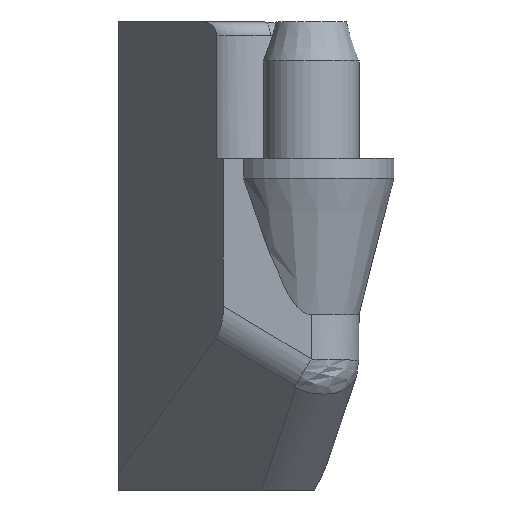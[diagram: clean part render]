
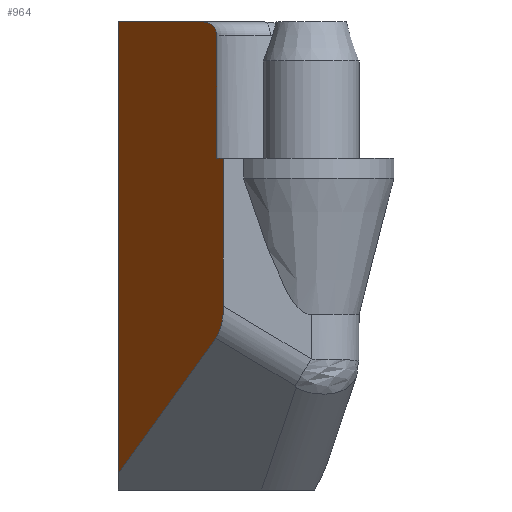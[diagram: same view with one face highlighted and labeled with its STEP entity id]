
A CAD part, left-side view. The second image highlights one B-rep face of the part: STEP entity #964.
In plain terms, the highlighted planar face has unit normal (-0.545, 0.839, 0).
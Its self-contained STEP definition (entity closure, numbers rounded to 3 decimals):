
#23=PLANE('',#1044);
#66=FACE_OUTER_BOUND('',#123,.T.);
#123=EDGE_LOOP('',(#675,#676,#677,#678,#679,#680,#681,#682));
#206=LINE('',#1498,#304);
#208=LINE('',#1502,#306);
#209=LINE('',#1504,#307);
#210=LINE('',#1506,#308);
#211=LINE('',#1510,#309);
#212=LINE('',#1511,#310);
#304=VECTOR('',#1160,10.);
#306=VECTOR('',#1164,10.);
#307=VECTOR('',#1165,10.);
#308=VECTOR('',#1166,10.);
#309=VECTOR('',#1169,10.);
#310=VECTOR('',#1170,10.);
#397=ELLIPSE('',#1032,1.285,0.7);
#398=ELLIPSE('',#1045,3.339,2.4);
#414=VERTEX_POINT('',#1421);
#415=VERTEX_POINT('',#1422);
#425=VERTEX_POINT('',#1497);
#426=VERTEX_POINT('',#1501);
#427=VERTEX_POINT('',#1503);
#428=VERTEX_POINT('',#1505);
#429=VERTEX_POINT('',#1507);
#430=VERTEX_POINT('',#1509);
#506=EDGE_CURVE('',#414,#415,#397,.T.);
#521=EDGE_CURVE('',#425,#415,#206,.T.);
#523=EDGE_CURVE('',#426,#414,#208,.T.);
#524=EDGE_CURVE('',#427,#426,#209,.T.);
#525=EDGE_CURVE('',#427,#428,#210,.T.);
#526=EDGE_CURVE('',#429,#428,#398,.T.);
#527=EDGE_CURVE('',#430,#429,#211,.T.);
#528=EDGE_CURVE('',#430,#425,#212,.T.);
#675=ORIENTED_EDGE('',*,*,#506,.F.);
#676=ORIENTED_EDGE('',*,*,#523,.F.);
#677=ORIENTED_EDGE('',*,*,#524,.F.);
#678=ORIENTED_EDGE('',*,*,#525,.T.);
#679=ORIENTED_EDGE('',*,*,#526,.F.);
#680=ORIENTED_EDGE('',*,*,#527,.F.);
#681=ORIENTED_EDGE('',*,*,#528,.T.);
#682=ORIENTED_EDGE('',*,*,#521,.T.);
#964=ADVANCED_FACE('',(#66),#23,.T.);
#1032=AXIS2_PLACEMENT_3D('',#1423,#1131,#1132);
#1044=AXIS2_PLACEMENT_3D('',#1500,#1162,#1163);
#1045=AXIS2_PLACEMENT_3D('',#1508,#1167,#1168);
#1131=DIRECTION('center_axis',(0.545,-0.839,0.));
#1132=DIRECTION('ref_axis',(-0.839,-0.545,0.));
#1160=DIRECTION('',(0.,0.,1.));
#1162=DIRECTION('center_axis',(-0.545,0.839,0.));
#1163=DIRECTION('ref_axis',(0.839,0.545,0.));
#1164=DIRECTION('',(-0.839,-0.545,0.));
#1165=DIRECTION('',(0.,0.,1.));
#1166=DIRECTION('',(-0.668,-0.434,0.605));
#1167=DIRECTION('center_axis',(0.545,-0.839,0.));
#1168=DIRECTION('ref_axis',(-0.563,-0.366,-0.741));
#1169=DIRECTION('',(0.,0.,-1.));
#1170=DIRECTION('',(0.839,0.545,0.));
#1421=CARTESIAN_POINT('',(-0.833,5.55,7.));
#1422=CARTESIAN_POINT('',(-1.911,4.85,6.3));
#1423=CARTESIAN_POINT('Origin',(-0.833,5.55,6.3));
#1497=CARTESIAN_POINT('',(-1.911,4.85,0.));
#1498=CARTESIAN_POINT('',(-1.911,4.85,0.));
#1500=CARTESIAN_POINT('Origin',(-2.45,4.5,0.));
#1501=CARTESIAN_POINT('',(5.865,9.9,7.));
#1502=CARTESIAN_POINT('',(-2.45,4.5,7.));
#1503=CARTESIAN_POINT('',(5.865,9.9,-16.178));
#1504=CARTESIAN_POINT('',(5.865,9.9,0.));
#1505=CARTESIAN_POINT('',(-1.833,4.9,-9.21));
#1506=CARTESIAN_POINT('',(-2.952,4.174,-8.197));
#1507=CARTESIAN_POINT('',(-2.45,4.5,-7.576));
#1508=CARTESIAN_POINT('Origin',(-0.05,6.059,-6.64));
#1509=CARTESIAN_POINT('',(-2.45,4.5,0.));
#1510=CARTESIAN_POINT('',(-2.45,4.5,0.));
#1511=CARTESIAN_POINT('',(-2.45,4.5,0.));
